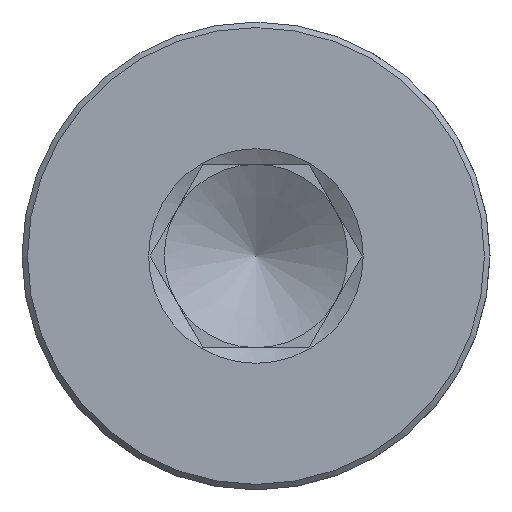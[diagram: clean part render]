
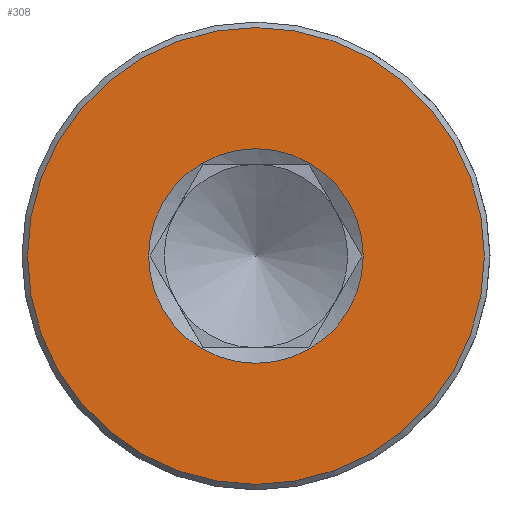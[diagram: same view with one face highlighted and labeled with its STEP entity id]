
A CAD part, left-side view. The second image highlights one B-rep face of the part: STEP entity #308.
In plain terms, the highlighted planar face has unit normal (-1, 0, 0).
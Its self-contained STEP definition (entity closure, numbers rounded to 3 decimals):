
#49=PLANE('',#348);
#77=FACE_BOUND('',#134,.T.);
#98=FACE_OUTER_BOUND('',#133,.T.);
#133=EDGE_LOOP('',(#275));
#134=EDGE_LOOP('',(#276));
#148=CIRCLE('',#332,12.45);
#152=CIRCLE('',#339,5.85);
#164=VERTEX_POINT('',#473);
#168=VERTEX_POINT('',#484);
#191=EDGE_CURVE('',#164,#164,#148,.T.);
#195=EDGE_CURVE('',#168,#168,#152,.T.);
#275=ORIENTED_EDGE('',*,*,#191,.F.);
#276=ORIENTED_EDGE('',*,*,#195,.T.);
#308=ADVANCED_FACE('',(#98,#77),#49,.F.);
#332=AXIS2_PLACEMENT_3D('',#474,#390,#391);
#339=AXIS2_PLACEMENT_3D('',#485,#404,#405);
#348=AXIS2_PLACEMENT_3D('',#536,#434,#435);
#390=DIRECTION('center_axis',(1.,0.,0.));
#391=DIRECTION('ref_axis',(0.,-1.,0.));
#404=DIRECTION('center_axis',(1.,0.,0.));
#405=DIRECTION('ref_axis',(0.,1.,0.));
#434=DIRECTION('center_axis',(1.,0.,0.));
#435=DIRECTION('ref_axis',(0.,0.,-1.));
#473=CARTESIAN_POINT('',(-8.982,14.34,0.));
#474=CARTESIAN_POINT('Origin',(-8.982,1.89,0.));
#484=CARTESIAN_POINT('',(-8.982,-3.96,0.));
#485=CARTESIAN_POINT('Origin',(-8.982,1.89,0.));
#536=CARTESIAN_POINT('Origin',(-8.982,3.049,0.));
